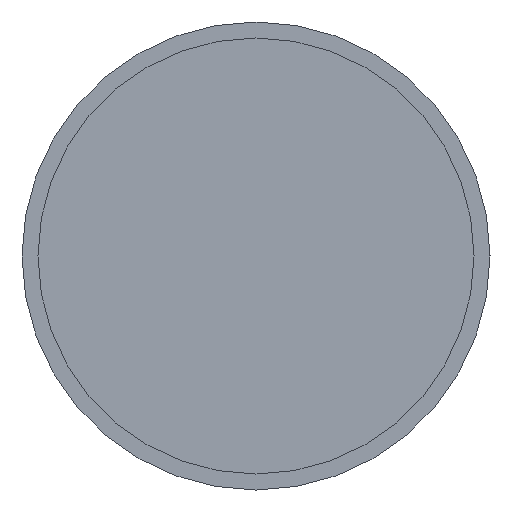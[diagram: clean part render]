
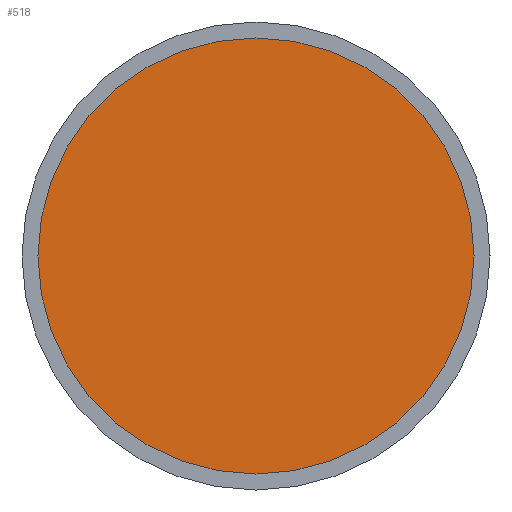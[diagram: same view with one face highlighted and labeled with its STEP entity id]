
A CAD part, left-side view. The second image highlights one B-rep face of the part: STEP entity #518.
In plain terms, the highlighted planar face has unit normal (-1, 0, 0).
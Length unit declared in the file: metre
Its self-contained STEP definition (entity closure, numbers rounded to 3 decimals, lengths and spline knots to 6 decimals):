
#34=PLANE('',#624);
#84=ORIENTED_EDGE('',*,*,#173,.T.);
#173=EDGE_CURVE('',#219,#219,#265,.T.);
#219=VERTEX_POINT('',#972);
#265=CIRCLE('',#623,0.009525);
#314=EDGE_LOOP('',(#84));
#406=FACE_BOUND('',#314,.T.);
#518=ADVANCED_FACE('',(#406),#34,.T.);
#623=AXIS2_PLACEMENT_3D('',#971,#745,#746);
#624=AXIS2_PLACEMENT_3D('',#973,#747,#748);
#745=DIRECTION('',(-1.,0.,0.));
#746=DIRECTION('',(0.,0.,1.));
#747=DIRECTION('',(-1.,0.,0.));
#748=DIRECTION('',(0.,-1.,0.));
#971=CARTESIAN_POINT('',(-0.182804,0.,0.734832));
#972=CARTESIAN_POINT('',(-0.182804,0.,0.744357));
#973=CARTESIAN_POINT('',(-0.182804,0.,0.734832));
